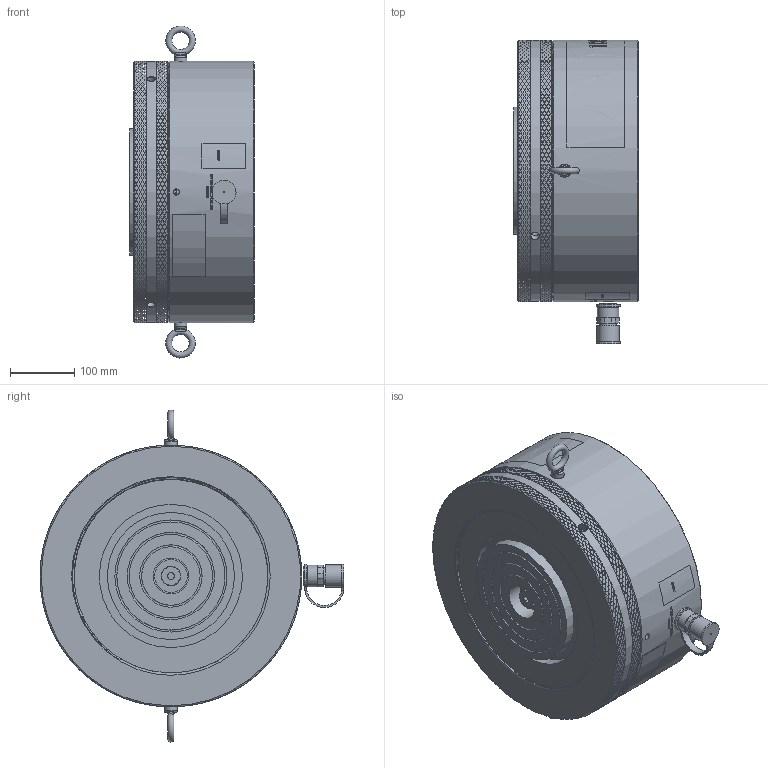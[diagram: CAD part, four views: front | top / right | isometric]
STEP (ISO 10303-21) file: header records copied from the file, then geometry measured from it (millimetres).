
FILE_DESCRIPTION (( 'STEP AP214' ), '1' );
FILE_NAME ('DER21014947 RGP5652.STEP', '2021-02-02T23:09:31', ( '' ), ( '' ), 'SwSTEP 2.0', 'SolidWorks 2018', '' );
FILE_SCHEMA (( 'AUTOMOTIVE_DESIGN' ));
Length unit declared in the file: inch
Products named in the file (1): DER21014947 RGP5652
Bounding box: 192.99 x 472 x 515.81 mm (x, y, z)
Surface area: 844389.2 mm2 (no closed solid volume)
Topology: 0 solids, 753 shells, 4350 faces, 16765 edges, 13080 vertices
Faces by surface type: bspline 2705, cylinder 1506, plane 93, cone 37, torus 9
Full cylindrical faces by diameter (mm): 2.159 x1, 9.525 x1, 13.208 x3, 20 x2, 25.4 x1, 33.147 x1, 34.544 x1, 55.27 x1, 197.383 x1, 222.25 x1, 405.689 x1, 406.4 x1
Entity records: 304209 total; most frequent: CARTESIAN_POINT 166233, ORIENTED_EDGE 21918, EDGE_CURVE 16710, VERTEX_POINT 13065, DIRECTION 5643, EDGE_LOOP 4455, FACE_OUTER_BOUND 4369, UNCERTAINTY_MEASURE_WITH_UNIT 4352
